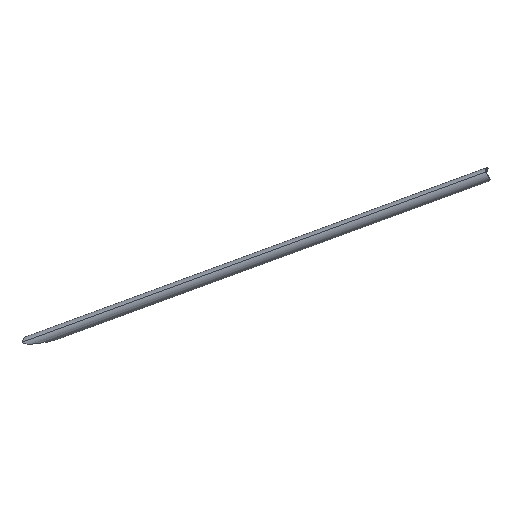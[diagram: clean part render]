
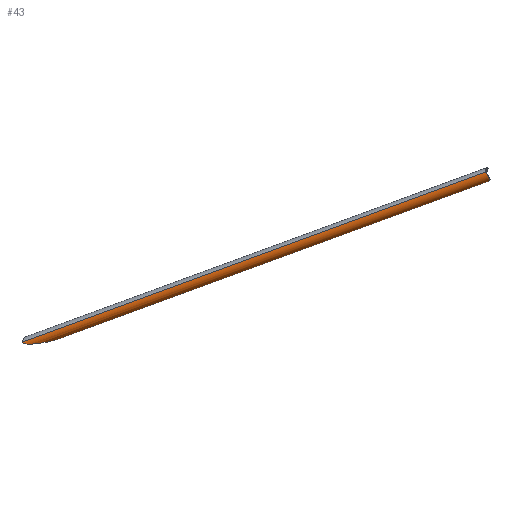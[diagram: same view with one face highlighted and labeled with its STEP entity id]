
A CAD part, front view. The second image highlights one B-rep face of the part: STEP entity #43.
In plain terms, the highlighted cylindrical face has radius 12.5 mm (diameter 25 mm), a partial arc.
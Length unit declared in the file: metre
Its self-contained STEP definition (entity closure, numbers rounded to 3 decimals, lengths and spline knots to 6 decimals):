
#43=ADVANCED_FACE('0:33',(#82),#83,.T.);
#82=FACE_OUTER_BOUND('',#114,.T.);
#83=CYLINDRICAL_SURFACE('',#115,0.0125);
#114=EDGE_LOOP('',(#177,#178,#179,#180,#181));
#115=AXIS2_PLACEMENT_3D('',#182,#183,#184);
#177=ORIENTED_EDGE('',*,*,#218,.T.);
#178=ORIENTED_EDGE('',*,*,#228,.F.);
#179=ORIENTED_EDGE('',*,*,#235,.F.);
#180=ORIENTED_EDGE('',*,*,#222,.T.);
#181=ORIENTED_EDGE('',*,*,#241,.T.);
#182=CARTESIAN_POINT('',(-0.942147,0.201198,0.46819));
#183=DIRECTION('',(-0.916,0.218,-0.336));
#184=DIRECTION('',(0.336,0.875,-0.348));
#218=EDGE_CURVE('',#259,#260,#261,.T.);
#222=EDGE_CURVE('',#268,#266,#269,.T.);
#228=EDGE_CURVE('',#276,#260,#279,.F.);
#235=EDGE_CURVE('',#268,#276,#288,.F.);
#241=EDGE_CURVE('',#266,#259,#296,.T.);
#259=VERTEX_POINT('',#415);
#260=VERTEX_POINT('',#416);
#261=LINE('',#417,#418);
#266=VERTEX_POINT('',#490);
#268=VERTEX_POINT('',#545);
#269=LINE('',#546,#547);
#276=VERTEX_POINT('',#582);
#279=B_SPLINE_CURVE_WITH_KNOTS('',3,(#586,#587,#588,#589),.UNSPECIFIED.,.F.,.F.,(4,4),(33.508101,33.784241),.UNSPECIFIED.);
#288=B_SPLINE_CURVE_WITH_KNOTS('',3,(#691,#692,#693,#694,#695,#696,#697,#698,#699,#700,#701,#702,#703,#704,#705,#706,#707,#708,#709,#710,#711,#712,#713,#714,#715,#716),.UNSPECIFIED.,.F.,.F.,(4,2,2,1,2,2,1,2,2,2,2,2,2,4),(33.784241,37.86,41.935759,46.011518,50.087277,58.238795,62.314554,66.390313,70.799812,75.20931,79.618809,84.028308,90.642556,95.189976),.UNSPECIFIED.);
#296=B_SPLINE_CURVE_WITH_KNOTS('',3,(#735,#736,#737,#738,#739,#740,#741,#742,#743,#744,#745,#746,#747,#748,#749,#750,#751,#752,#753,#754,#755,#756,#757,#758,#759,#760,#761,#762,#763,#764,#765,#766,#767,#768,#769,#770,#771,#772,#773,#774,#775,#776,#777,#778,#779,#780,#781,#782,#783,#784,#785,#786,#787,#788),.UNSPECIFIED.,.F.,.F.,(4,2,2,2,2,2,2,2,1,2,2,2,2,2,2,2,2,2,2,2,2,2,2,1,1,2,2,1,4),(0.0,4.788713,9.577427,14.36614,19.154854,28.73228,38.309707,57.464561,67.041988,76.619414,84.133213,91.647011,95.40391,98.221584,101.039259,102.917708,104.796158,106.674607,110.431506,114.188406,121.702204,132.972901,151.757397,166.784993,174.298791,181.81259,189.326388,193.083287,196.840186),.UNSPECIFIED.);
#415=CARTESIAN_POINT('',(-1.597247,0.369142,0.222017));
#416=CARTESIAN_POINT('',(-0.774999,0.173334,0.523608));
#417=CARTESIAN_POINT('',(-0.937947,0.212138,0.46384));
#418=VECTOR('',#902,1.0);
#490=CARTESIAN_POINT('',(-1.64488,0.356605,0.216327));
#545=CARTESIAN_POINT('',(-0.774277,0.149282,0.535654));
#546=CARTESIAN_POINT('',(-0.946348,0.190259,0.47254));
#547=VECTOR('',#903,1.0);
#582=CARTESIAN_POINT('',(-0.775,0.173259,0.523422));
#586=CARTESIAN_POINT('',(-0.774999,0.173334,0.523608));
#587=CARTESIAN_POINT('',(-0.775,0.17331,0.523546));
#588=CARTESIAN_POINT('',(-0.775,0.173285,0.523484));
#589=CARTESIAN_POINT('',(-0.775,0.173259,0.523422));
#691=CARTESIAN_POINT('',(-0.775,0.173259,0.523422));
#692=CARTESIAN_POINT('',(-0.775,0.172881,0.522513));
#693=CARTESIAN_POINT('',(-0.774905,0.172358,0.521663));
#694=CARTESIAN_POINT('',(-0.774524,0.171081,0.520215));
#695=CARTESIAN_POINT('',(-0.774241,0.170332,0.519621));
#696=CARTESIAN_POINT('',(-0.773559,0.168741,0.518713));
#697=CARTESIAN_POINT('',(-0.772767,0.16706,0.518079));
#698=CARTESIAN_POINT('',(-0.771879,0.165348,0.517875));
#699=CARTESIAN_POINT('',(-0.770533,0.162796,0.517808));
#700=CARTESIAN_POINT('',(-0.769613,0.161119,0.518077));
#701=CARTESIAN_POINT('',(-0.768361,0.158663,0.518789));
#702=CARTESIAN_POINT('',(-0.767568,0.157043,0.519371));
#703=CARTESIAN_POINT('',(-0.766945,0.155454,0.520154));
#704=CARTESIAN_POINT('',(-0.766469,0.153831,0.521074));
#705=CARTESIAN_POINT('',(-0.766316,0.152986,0.521621));
#706=CARTESIAN_POINT('',(-0.766366,0.151385,0.52285));
#707=CARTESIAN_POINT('',(-0.766582,0.150637,0.523532));
#708=CARTESIAN_POINT('',(-0.767355,0.149396,0.52497));
#709=CARTESIAN_POINT('',(-0.767897,0.148904,0.525722));
#710=CARTESIAN_POINT('',(-0.769083,0.148186,0.527279));
#711=CARTESIAN_POINT('',(-0.769727,0.147956,0.528085));
#712=CARTESIAN_POINT('',(-0.771304,0.14768,0.530174));
#713=CARTESIAN_POINT('',(-0.772224,0.147784,0.5315));
#714=CARTESIAN_POINT('',(-0.7735,0.148407,0.533787));
#715=CARTESIAN_POINT('',(-0.773942,0.148788,0.534732));
#716=CARTESIAN_POINT('',(-0.774276,0.149283,0.535655));
#735=CARTESIAN_POINT('',(-1.645162,0.356845,0.216637));
#736=CARTESIAN_POINT('',(-1.644511,0.356256,0.21589));
#737=CARTESIAN_POINT('',(-1.643702,0.355785,0.215196));
#738=CARTESIAN_POINT('',(-1.641867,0.355023,0.214056));
#739=CARTESIAN_POINT('',(-1.640849,0.354731,0.213608));
#740=CARTESIAN_POINT('',(-1.638732,0.354237,0.212931));
#741=CARTESIAN_POINT('',(-1.637634,0.354035,0.212697));
#742=CARTESIAN_POINT('',(-1.63542,0.353676,0.212369));
#743=CARTESIAN_POINT('',(-1.634302,0.353518,0.212273));
#744=CARTESIAN_POINT('',(-1.630941,0.353081,0.212117));
#745=CARTESIAN_POINT('',(-1.628692,0.352835,0.21218));
#746=CARTESIAN_POINT('',(-1.624207,0.352392,0.212454));
#747=CARTESIAN_POINT('',(-1.621969,0.352197,0.212669));
#748=CARTESIAN_POINT('',(-1.615264,0.35168,0.213443));
#749=CARTESIAN_POINT('',(-1.610808,0.351428,0.214127));
#750=CARTESIAN_POINT('',(-1.604152,0.35125,0.21528));
#751=CARTESIAN_POINT('',(-1.599721,0.3512,0.216096));
#752=CARTESIAN_POINT('',(-1.595319,0.351335,0.217));
#753=CARTESIAN_POINT('',(-1.591412,0.351582,0.217852));
#754=CARTESIAN_POINT('',(-1.589703,0.351734,0.218242));
#755=CARTESIAN_POINT('',(-1.586309,0.352183,0.219066));
#756=CARTESIAN_POINT('',(-1.584624,0.352473,0.219499));
#757=CARTESIAN_POINT('',(-1.582168,0.353141,0.220207));
#758=CARTESIAN_POINT('',(-1.581362,0.353403,0.220452));
#759=CARTESIAN_POINT('',(-1.580012,0.353989,0.220909));
#760=CARTESIAN_POINT('',(-1.57945,0.354282,0.221114));
#761=CARTESIAN_POINT('',(-1.578439,0.355024,0.221548));
#762=CARTESIAN_POINT('',(-1.577985,0.355479,0.22178));
#763=CARTESIAN_POINT('',(-1.577564,0.356433,0.222155));
#764=CARTESIAN_POINT('',(-1.577501,0.356864,0.222298));
#765=CARTESIAN_POINT('',(-1.577609,0.357716,0.222532));
#766=CARTESIAN_POINT('',(-1.577772,0.358132,0.222623));
#767=CARTESIAN_POINT('',(-1.578205,0.358899,0.222763));
#768=CARTESIAN_POINT('',(-1.578475,0.359254,0.222814));
#769=CARTESIAN_POINT('',(-1.579358,0.360251,0.222931));
#770=CARTESIAN_POINT('',(-1.580042,0.36083,0.222963));
#771=CARTESIAN_POINT('',(-1.581464,0.361896,0.22299));
#772=CARTESIAN_POINT('',(-1.582209,0.362382,0.222983));
#773=CARTESIAN_POINT('',(-1.584492,0.363759,0.222928));
#774=CARTESIAN_POINT('',(-1.586074,0.364565,0.222848));
#775=CARTESIAN_POINT('',(-1.59009,0.366439,0.222602));
#776=CARTESIAN_POINT('',(-1.592554,0.367431,0.222411));
#777=CARTESIAN_POINT('',(-1.59919,0.369882,0.221858));
#778=CARTESIAN_POINT('',(-1.603407,0.371207,0.221466));
#779=CARTESIAN_POINT('',(-1.611066,0.373341,0.220791));
#780=CARTESIAN_POINT('',(-1.616216,0.374628,0.220352));
#781=CARTESIAN_POINT('',(-1.62316,0.37601,0.219946));
#782=CARTESIAN_POINT('',(-1.626667,0.376548,0.219857));
#783=CARTESIAN_POINT('',(-1.63019,0.376954,0.219875));
#784=CARTESIAN_POINT('',(-1.631962,0.377094,0.219937));
#785=CARTESIAN_POINT('',(-1.634609,0.377092,0.22018));
#786=CARTESIAN_POINT('',(-1.636369,0.377019,0.220394));
#787=CARTESIAN_POINT('',(-1.638085,0.376719,0.220737));
#788=CARTESIAN_POINT('',(-1.638909,0.376488,0.22094));
#902=DIRECTION('',(0.916,-0.218,0.336));
#903=DIRECTION('',(-0.916,0.218,-0.336));
